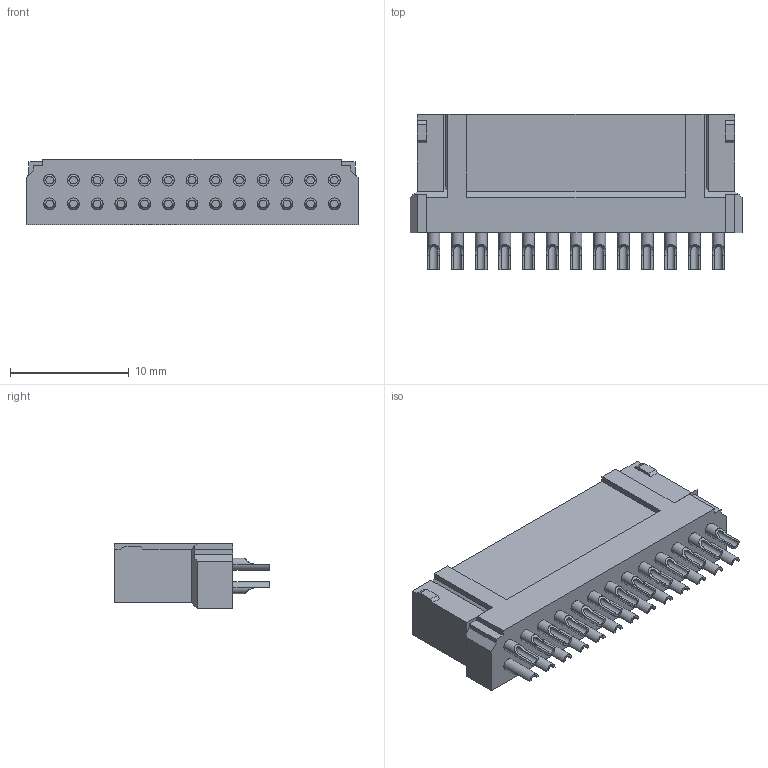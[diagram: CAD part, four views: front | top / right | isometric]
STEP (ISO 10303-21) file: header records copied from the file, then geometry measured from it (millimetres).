
FILE_DESCRIPTION((''),'2;1');
FILE_NAME('F0JL24-P26SW000-01','2023-05-04T',('工程三'),(''),'PRO/ENGINEER BY PARAMETRIC TECHNOLOGY CORPORATION, 2010280','PRO/ENGINEER BY PARAMETRIC TECHNOLOGY CORPORATION, 2010280','');
FILE_SCHEMA(('CONFIG_CONTROL_DESIGN'));
Length unit declared in the file: millimetre
Products named in the file (1): F0JL24-P26SW000-01
Bounding box: 28 x 13.1 x 5.5 mm (x, y, z)
Volume: 1123.8 mm3; surface area: 1836.5 mm2
Topology: 1 solids, 1 shells, 416 faces, 952 edges, 590 vertices
Faces by surface type: plane 234, cylinder 182
Entity records: 12406 total; most frequent: CARTESIAN_POINT 2886, DIRECTION 1992, ORIENTED_EDGE 1904, EDGE_CURVE 952, AXIS2_PLACEMENT_3D 676, VECTOR 640, LINE 640, VERTEX_POINT 590
